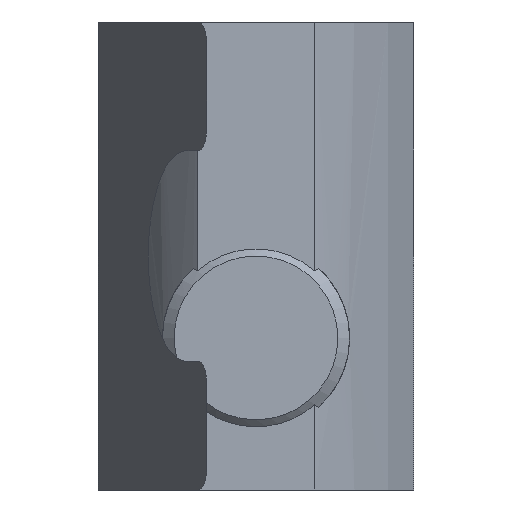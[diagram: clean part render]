
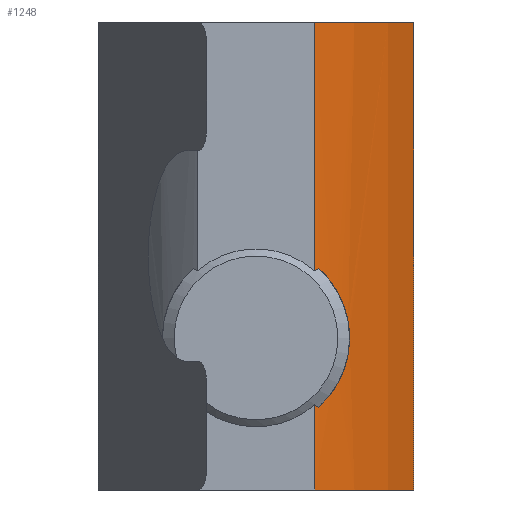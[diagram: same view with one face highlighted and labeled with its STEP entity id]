
A CAD part, front view. The second image highlights one B-rep face of the part: STEP entity #1248.
In plain terms, the highlighted cylindrical face has radius 20 mm (diameter 40 mm), a partial arc.
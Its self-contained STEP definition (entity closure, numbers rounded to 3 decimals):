
#36=B_SPLINE_CURVE_WITH_KNOTS('',3,(#1902,#1903,#1904,#1905,#1906,#1907),
 .UNSPECIFIED.,.F.,.F.,(4,2,4),(1.672,1.673,1.699),
 .UNSPECIFIED.);
#37=B_SPLINE_CURVE_WITH_KNOTS('',3,(#1909,#1910,#1911,#1912,#1913,#1914,
#1915,#1916,#1917,#1918,#1919,#1920,#1921,#1922,#1923,#1924,#1925,#1926),
 .UNSPECIFIED.,.F.,.F.,(4,2,2,2,2,2,2,2,4),(1.016,1.071,
1.226,1.304,1.381,1.458,1.536,
1.69,1.746),.UNSPECIFIED.);
#38=B_SPLINE_CURVE_WITH_KNOTS('',3,(#1928,#1929,#1930,#1931,#1932,#1933),
 .UNSPECIFIED.,.F.,.F.,(4,2,4),(2.771,2.797,2.798),
 .UNSPECIFIED.);
#42=CYLINDRICAL_SURFACE('',#1335,20.);
#65=FACE_OUTER_BOUND('',#131,.T.);
#131=EDGE_LOOP('',(#787,#788,#789,#790,#791,#792,#793,#794));
#200=LINE('',#1896,#293);
#203=LINE('',#1935,#296);
#204=LINE('',#1939,#297);
#293=VECTOR('',#1493,10.);
#296=VECTOR('',#1498,10.);
#297=VECTOR('',#1501,10.);
#387=CIRCLE('',#1336,20.);
#388=CIRCLE('',#1337,20.);
#468=VERTEX_POINT('',#1892);
#470=VERTEX_POINT('',#1895);
#472=VERTEX_POINT('',#1901);
#473=VERTEX_POINT('',#1908);
#474=VERTEX_POINT('',#1927);
#475=VERTEX_POINT('',#1934);
#476=VERTEX_POINT('',#1936);
#477=VERTEX_POINT('',#1938);
#597=EDGE_CURVE('',#470,#468,#200,.T.);
#600=EDGE_CURVE('',#472,#468,#36,.T.);
#601=EDGE_CURVE('',#473,#472,#37,.T.);
#602=EDGE_CURVE('',#474,#473,#38,.T.);
#603=EDGE_CURVE('',#474,#475,#203,.T.);
#604=EDGE_CURVE('',#475,#476,#387,.T.);
#605=EDGE_CURVE('',#477,#476,#204,.T.);
#606=EDGE_CURVE('',#477,#470,#388,.T.);
#787=ORIENTED_EDGE('',*,*,#600,.F.);
#788=ORIENTED_EDGE('',*,*,#601,.F.);
#789=ORIENTED_EDGE('',*,*,#602,.F.);
#790=ORIENTED_EDGE('',*,*,#603,.T.);
#791=ORIENTED_EDGE('',*,*,#604,.T.);
#792=ORIENTED_EDGE('',*,*,#605,.F.);
#793=ORIENTED_EDGE('',*,*,#606,.T.);
#794=ORIENTED_EDGE('',*,*,#597,.T.);
#1248=ADVANCED_FACE('',(#65),#42,.T.);
#1335=AXIS2_PLACEMENT_3D('',#1900,#1496,#1497);
#1336=AXIS2_PLACEMENT_3D('',#1937,#1499,#1500);
#1337=AXIS2_PLACEMENT_3D('',#1940,#1502,#1503);
#1493=DIRECTION('',(0.,0.,-1.));
#1496=DIRECTION('center_axis',(0.,0.,
1.));
#1497=DIRECTION('ref_axis',(-0.721,0.693,0.));
#1498=DIRECTION('',(0.,0.,-1.));
#1499=DIRECTION('center_axis',(0.,0.,
1.));
#1500=DIRECTION('ref_axis',(-0.721,0.693,0.));
#1501=DIRECTION('',(0.,0.,-1.));
#1502=DIRECTION('center_axis',(0.,0.,
-1.));
#1503=DIRECTION('ref_axis',(-0.721,0.693,0.));
#1892=CARTESIAN_POINT('',(-2.445,-25.379,2.862));
#1895=CARTESIAN_POINT('',(-2.445,-25.379,13.5));
#1896=CARTESIAN_POINT('',(-2.445,-25.379,3.5));
#1900=CARTESIAN_POINT('Origin',(-16.873,-11.528,3.5));
#1901=CARTESIAN_POINT('',(-2.256,-25.179,2.961));
#1902=CARTESIAN_POINT('Ctrl Pts',(-2.256,-25.179,2.961));
#1903=CARTESIAN_POINT('Ctrl Pts',(-2.259,-25.182,2.959));
#1904=CARTESIAN_POINT('Ctrl Pts',(-2.262,-25.185,2.958));
#1905=CARTESIAN_POINT('Ctrl Pts',(-2.325,-25.252,2.924));
#1906=CARTESIAN_POINT('Ctrl Pts',(-2.385,-25.316,2.893));
#1907=CARTESIAN_POINT('Ctrl Pts',(-2.445,-25.379,2.862));
#1908=CARTESIAN_POINT('',(-2.256,-25.179,-2.961));
#1909=CARTESIAN_POINT('Ctrl Pts',(-2.256,-25.179,-2.961));
#1910=CARTESIAN_POINT('Ctrl Pts',(-2.145,-25.06,-2.86));
#1911=CARTESIAN_POINT('Ctrl Pts',(-2.04,-24.944,-2.753));
#1912=CARTESIAN_POINT('Ctrl Pts',(-1.668,-24.527,-2.33));
#1913=CARTESIAN_POINT('Ctrl Pts',(-1.41,-24.216,-1.935));
#1914=CARTESIAN_POINT('Ctrl Pts',(-1.139,-23.876,-1.255));
#1915=CARTESIAN_POINT('Ctrl Pts',(-1.067,-23.783,-1.014));
#1916=CARTESIAN_POINT('Ctrl Pts',(-0.97,-23.657,
-0.516));
#1917=CARTESIAN_POINT('Ctrl Pts',(-0.945,-23.624,
-0.258));
#1918=CARTESIAN_POINT('Ctrl Pts',(-0.945,-23.624,
0.258));
#1919=CARTESIAN_POINT('Ctrl Pts',(-0.97,-23.657,
0.516));
#1920=CARTESIAN_POINT('Ctrl Pts',(-1.067,-23.783,1.014));
#1921=CARTESIAN_POINT('Ctrl Pts',(-1.139,-23.876,1.255));
#1922=CARTESIAN_POINT('Ctrl Pts',(-1.41,-24.216,1.935));
#1923=CARTESIAN_POINT('Ctrl Pts',(-1.668,-24.527,2.33));
#1924=CARTESIAN_POINT('Ctrl Pts',(-2.04,-24.944,2.753));
#1925=CARTESIAN_POINT('Ctrl Pts',(-2.145,-25.06,2.86));
#1926=CARTESIAN_POINT('Ctrl Pts',(-2.256,-25.179,2.961));
#1927=CARTESIAN_POINT('',(-2.445,-25.379,-2.862));
#1928=CARTESIAN_POINT('Ctrl Pts',(-2.445,-25.379,-2.862));
#1929=CARTESIAN_POINT('Ctrl Pts',(-2.385,-25.316,-2.893));
#1930=CARTESIAN_POINT('Ctrl Pts',(-2.325,-25.252,-2.924));
#1931=CARTESIAN_POINT('Ctrl Pts',(-2.262,-25.185,-2.958));
#1932=CARTESIAN_POINT('Ctrl Pts',(-2.259,-25.182,-2.959));
#1933=CARTESIAN_POINT('Ctrl Pts',(-2.256,-25.179,-2.961));
#1934=CARTESIAN_POINT('',(-2.445,-25.379,-6.5));
#1935=CARTESIAN_POINT('',(-2.445,-25.379,3.5));
#1936=CARTESIAN_POINT('',(1.805,-18.679,-6.5));
#1937=CARTESIAN_POINT('Origin',(-16.873,-11.528,-6.5));
#1938=CARTESIAN_POINT('',(1.805,-18.679,13.5));
#1939=CARTESIAN_POINT('',(1.805,-18.679,3.5));
#1940=CARTESIAN_POINT('Origin',(-16.873,-11.528,13.5));
